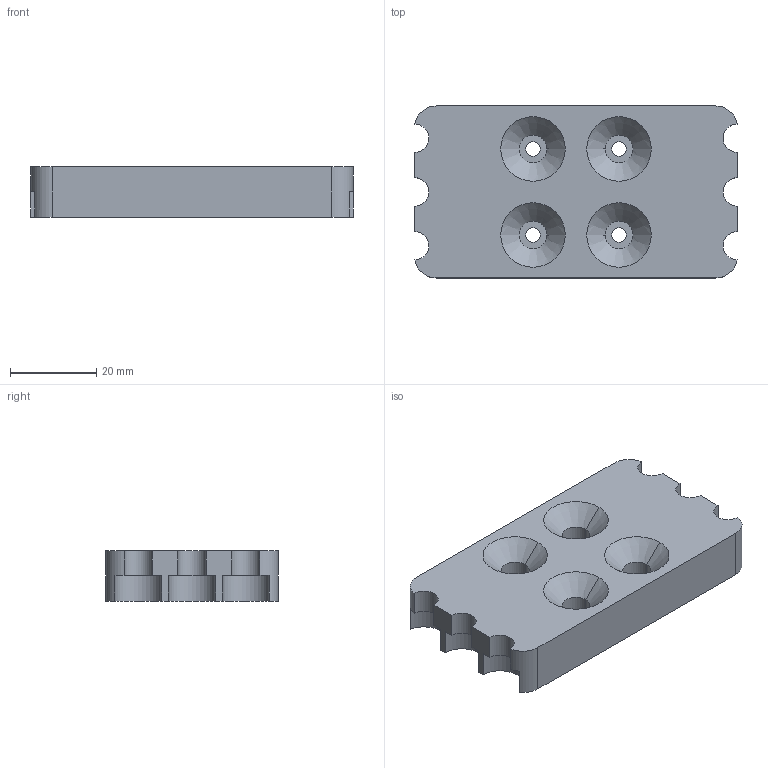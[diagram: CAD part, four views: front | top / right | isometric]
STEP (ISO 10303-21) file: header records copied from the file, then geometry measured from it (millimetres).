
FILE_DESCRIPTION (( 'STEP AP214' ), '1' );
FILE_NAME ('NP-900-010-100_00.STEP', '2024-12-21T18:33:20', ( '' ), ( '' ), 'SwSTEP 2.0', 'SolidWorks 2022', '' );
FILE_SCHEMA (( 'AUTOMOTIVE_DESIGN' ));
Length unit declared in the file: millimetre
Products named in the file (1): NP-900-010-100_00
Bounding box: 75 x 40 x 11.75 mm (x, y, z)
Volume: 30484.5 mm3; surface area: 9297.5 mm2
Topology: 1 solids, 1 shells, 72 faces, 182 edges, 116 vertices
Faces by surface type: cylinder 38, plane 18, cone 16
Entity records: 2244 total; most frequent: DIRECTION 424, CARTESIAN_POINT 371, ORIENTED_EDGE 364, EDGE_CURVE 182, AXIS2_PLACEMENT_3D 169, VERTEX_POINT 116, CIRCLE 96, LINE 86
